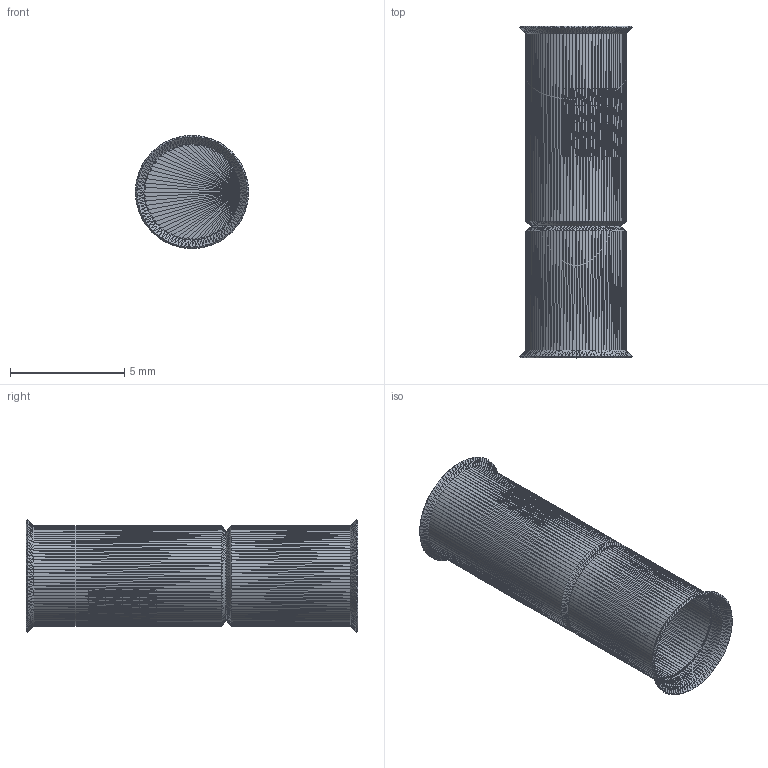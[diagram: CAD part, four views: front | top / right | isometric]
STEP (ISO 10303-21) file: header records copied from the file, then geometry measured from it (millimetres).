
FILE_DESCRIPTION(('STEP AP214'),'1');
FILE_NAME('Jigger 10-6 cl.stp','2024-11-27T15:45:19',(' '),(' '),'Spatial InterOp 3D',' ',' ');
FILE_SCHEMA(('automotive_design'));
Length unit declared in the file: metre
Products named in the file (1): Root
Bounding box: 4.95 x 14.5 x 4.95 mm (x, y, z)
Surface area: 464.1 mm2 (no closed solid volume)
Topology: 0 solids, 7000 shells, 7000 faces, 21000 edges, 3705 vertices
Faces by surface type: plane 7000
Entity records: 217434 total; most frequent: DIRECTION 35002, ORIENTED_EDGE 21000, EDGE_CURVE 21000, LINE 21000, VECTOR 21000, AXIS2_PLACEMENT_3D 7001, STYLED_ITEM 7000, PRESENTATION_STYLE_ASSIGNMENT 7000
